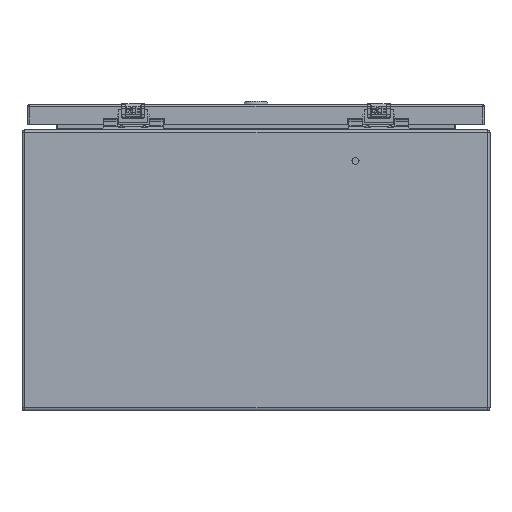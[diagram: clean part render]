
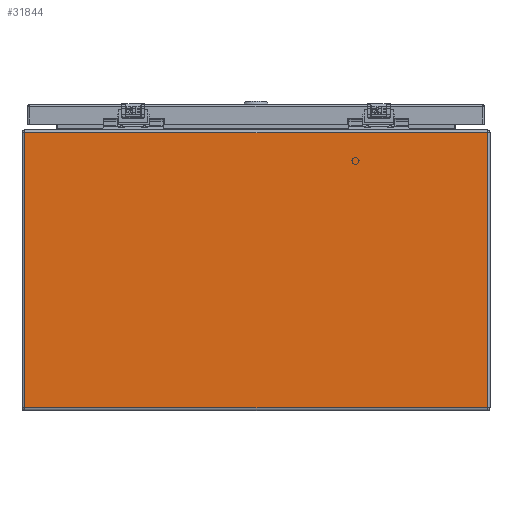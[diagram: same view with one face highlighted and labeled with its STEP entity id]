
A CAD part, left-side view. The second image highlights one B-rep face of the part: STEP entity #31844.
In plain terms, the highlighted planar face has unit normal (-1, 0, 0).
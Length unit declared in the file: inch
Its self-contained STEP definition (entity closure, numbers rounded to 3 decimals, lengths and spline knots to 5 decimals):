
#213 = EDGE_CURVE ( 'NONE', #34696, #33277, #2919, .T. ) ;
#474 = CARTESIAN_POINT ( 'NONE',  ( -10., -10., 5.88189 ) ) ;
#667 = LINE ( 'NONE', #474, #36467 ) ;
#2183 = CARTESIAN_POINT ( 'NONE',  ( -10., 9.88189, 5.88189 ) ) ;
#2919 = LINE ( 'NONE', #21981, #23419 ) ;
#3205 = CARTESIAN_POINT ( 'NONE',  ( -10., -9.88189, -5.88189 ) ) ;
#6792 = DIRECTION ( 'NONE',  ( 0., 1., 0. ) ) ;
#7093 = ORIENTED_EDGE ( 'NONE', *, *, #34786, .T. ) ;
#7308 = DIRECTION ( 'NONE',  ( 1., 0., 0. ) ) ;
#10675 = CARTESIAN_POINT ( 'NONE',  ( -10., -9.88189, 6. ) ) ;
#11278 = LINE ( 'NONE', #10675, #19388 ) ;
#12740 = AXIS2_PLACEMENT_3D ( 'NONE', #23720, #7308, #29682 ) ;
#13440 = EDGE_CURVE ( 'NONE', #35678, #34696, #14957, .T. ) ;
#14957 = LINE ( 'NONE', #27480, #32035 ) ;
#16439 = ORIENTED_EDGE ( 'NONE', *, *, #13440, .T. ) ;
#17866 = ORIENTED_EDGE ( 'NONE', *, *, #213, .T. ) ;
#19388 = VECTOR ( 'NONE', #36557, 39.37008 ) ;
#21981 = CARTESIAN_POINT ( 'NONE',  ( -10., -10., -5.88189 ) ) ;
#23338 = PLANE ( 'NONE',  #12740 ) ;
#23419 = VECTOR ( 'NONE', #27736, 39.37008 ) ;
#23720 = CARTESIAN_POINT ( 'NONE',  ( -10., -10., 6. ) ) ;
#27312 = ORIENTED_EDGE ( 'NONE', *, *, #34722, .T. ) ;
#27478 = EDGE_LOOP ( 'NONE', ( #16439, #17866, #7093, #27312 ) ) ;
#27480 = CARTESIAN_POINT ( 'NONE',  ( -10., 9.88189, 6. ) ) ;
#27736 = DIRECTION ( 'NONE',  ( 0., -1., 0. ) ) ;
#29682 = DIRECTION ( 'NONE',  ( 0., 0., -1. ) ) ;
#30947 = DIRECTION ( 'NONE',  ( 0., 0., -1. ) ) ;
#31844 = ADVANCED_FACE ( 'NONE', ( #38710 ), #23338, .F. ) ;
#32035 = VECTOR ( 'NONE', #30947, 39.37008 ) ;
#32854 = VERTEX_POINT ( 'NONE', #36137 ) ;
#33277 = VERTEX_POINT ( 'NONE', #3205 ) ;
#34696 = VERTEX_POINT ( 'NONE', #38198 ) ;
#34722 = EDGE_CURVE ( 'NONE', #32854, #35678, #667, .T. ) ;
#34786 = EDGE_CURVE ( 'NONE', #33277, #32854, #11278, .T. ) ;
#35678 = VERTEX_POINT ( 'NONE', #2183 ) ;
#36137 = CARTESIAN_POINT ( 'NONE',  ( -10., -9.88189, 5.88189 ) ) ;
#36467 = VECTOR ( 'NONE', #6792, 39.37008 ) ;
#36557 = DIRECTION ( 'NONE',  ( 0., 0., 1. ) ) ;
#38198 = CARTESIAN_POINT ( 'NONE',  ( -10., 9.88189, -5.88189 ) ) ;
#38710 = FACE_OUTER_BOUND ( 'NONE', #27478, .T. ) ;
